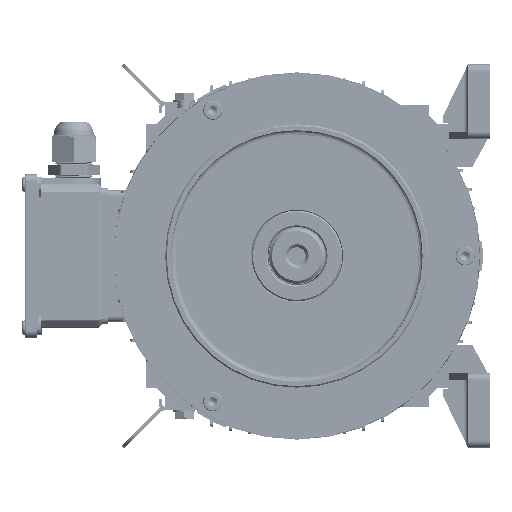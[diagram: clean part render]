
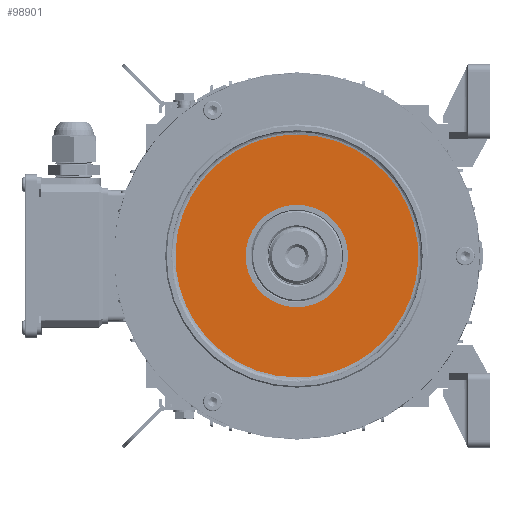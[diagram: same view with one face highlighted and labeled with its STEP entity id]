
A CAD part, left-side view. The second image highlights one B-rep face of the part: STEP entity #98901.
In plain terms, the highlighted planar face has unit normal (-1, 0, 0).
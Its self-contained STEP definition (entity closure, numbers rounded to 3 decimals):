
#2227 = AXIS2_PLACEMENT_3D ( 'NONE', #73434, #19842, #55587 ) ;
#19842 = DIRECTION ( 'NONE',  ( -1., 0., 0. ) ) ;
#21078 = CARTESIAN_POINT ( 'NONE',  ( -209.139, 146.08, 50.537 ) ) ;
#29323 = DIRECTION ( 'NONE',  ( 1., 0., 0. ) ) ;
#38102 = CIRCLE ( 'NONE', #88719, 35. ) ;
#41466 = CARTESIAN_POINT ( 'NONE',  ( -209.139, -185.92, -115.463 ) ) ;
#55018 = DIRECTION ( 'NONE',  ( 0., 1., 0. ) ) ;
#55587 = DIRECTION ( 'NONE',  ( 0., 1., 0. ) ) ;
#55749 = CARTESIAN_POINT ( 'NONE',  ( -209.139, -19.92, -32.463 ) ) ;
#57864 = CARTESIAN_POINT ( 'NONE',  ( -209.139, -19.92, -115.463 ) ) ;
#60825 = CARTESIAN_POINT ( 'NONE',  ( -209.139, -185.92, 50.537 ) ) ;
#61342 = CARTESIAN_POINT ( 'NONE',  ( -209.139, 63.08, -32.463 ) ) ;
#62845 = CARTESIAN_POINT ( 'NONE',  ( -209.139, 15.08, -32.463 ) ) ;
#67080 =( BOUNDED_CURVE ( )  B_SPLINE_CURVE ( 3, ( #111459, #60825, #41466, #57864 ),
 .UNSPECIFIED., .F., .F. ) 
 B_SPLINE_CURVE_WITH_KNOTS ( ( 4, 4 ),
 ( 0., 0.5 ),
 .UNSPECIFIED. ) 
 CURVE ( )  GEOMETRIC_REPRESENTATION_ITEM ( )  RATIONAL_B_SPLINE_CURVE ( ( 1., 0.333, 0.333, 1. ) ) 
 REPRESENTATION_ITEM ( '' )  );
#73434 = CARTESIAN_POINT ( 'NONE',  ( -209.139, -19.92, -32.463 ) ) ;
#76948 = AXIS2_PLACEMENT_3D ( 'NONE', #61342, #29323, #111965 ) ;
#78802 = EDGE_CURVE ( 'NONE', #131211, #205807, #38102, .T. ) ;
#88719 = AXIS2_PLACEMENT_3D ( 'NONE', #55749, #122756, #55018 ) ;
#98158 = CARTESIAN_POINT ( 'NONE',  ( -209.139, -19.92, 50.537 ) ) ;
#98901 = ADVANCED_FACE ( 'NONE', ( #122508, #167783 ), #129057, .F. ) ;
#111178 = CARTESIAN_POINT ( 'NONE',  ( -209.139, 146.08, -115.463 ) ) ;
#111459 = CARTESIAN_POINT ( 'NONE',  ( -209.139, -19.92, 50.537 ) ) ;
#111965 = DIRECTION ( 'NONE',  ( 0., -1., 0. ) ) ;
#116520 = EDGE_CURVE ( 'NONE', #152022, #161041, #199348, .T. ) ;
#122508 = FACE_OUTER_BOUND ( 'NONE', #146699, .T. ) ;
#122756 = DIRECTION ( 'NONE',  ( -1., 0., 0. ) ) ;
#129057 = PLANE ( 'NONE',  #76948 ) ;
#130497 = EDGE_LOOP ( 'NONE', ( #158645, #139476 ) ) ;
#131211 = VERTEX_POINT ( 'NONE', #176799 ) ;
#136201 = EDGE_CURVE ( 'NONE', #161041, #152022, #67080, .T. ) ;
#139476 = ORIENTED_EDGE ( 'NONE', *, *, #78802, .F. ) ;
#140184 = CARTESIAN_POINT ( 'NONE',  ( -209.139, -19.92, 50.537 ) ) ;
#146699 = EDGE_LOOP ( 'NONE', ( #219502, #211043 ) ) ;
#152022 = VERTEX_POINT ( 'NONE', #200325 ) ;
#158645 = ORIENTED_EDGE ( 'NONE', *, *, #169004, .F. ) ;
#161041 = VERTEX_POINT ( 'NONE', #98158 ) ;
#167783 = FACE_BOUND ( 'NONE', #130497, .T. ) ;
#169004 = EDGE_CURVE ( 'NONE', #205807, #131211, #175310, .T. ) ;
#175310 = CIRCLE ( 'NONE', #2227, 35. ) ;
#176799 = CARTESIAN_POINT ( 'NONE',  ( -209.139, -54.92, -32.463 ) ) ;
#199348 =( BOUNDED_CURVE ( )  B_SPLINE_CURVE ( 3, ( #208571, #111178, #21078, #140184 ),
 .UNSPECIFIED., .F., .F. ) 
 B_SPLINE_CURVE_WITH_KNOTS ( ( 4, 4 ),
 ( 0.5, 1. ),
 .UNSPECIFIED. ) 
 CURVE ( )  GEOMETRIC_REPRESENTATION_ITEM ( )  RATIONAL_B_SPLINE_CURVE ( ( 1., 0.333, 0.333, 1. ) ) 
 REPRESENTATION_ITEM ( '' )  );
#200325 = CARTESIAN_POINT ( 'NONE',  ( -209.139, -19.92, -115.463 ) ) ;
#205807 = VERTEX_POINT ( 'NONE', #62845 ) ;
#208571 = CARTESIAN_POINT ( 'NONE',  ( -209.139, -19.92, -115.463 ) ) ;
#211043 = ORIENTED_EDGE ( 'NONE', *, *, #116520, .F. ) ;
#219502 = ORIENTED_EDGE ( 'NONE', *, *, #136201, .F. ) ;
